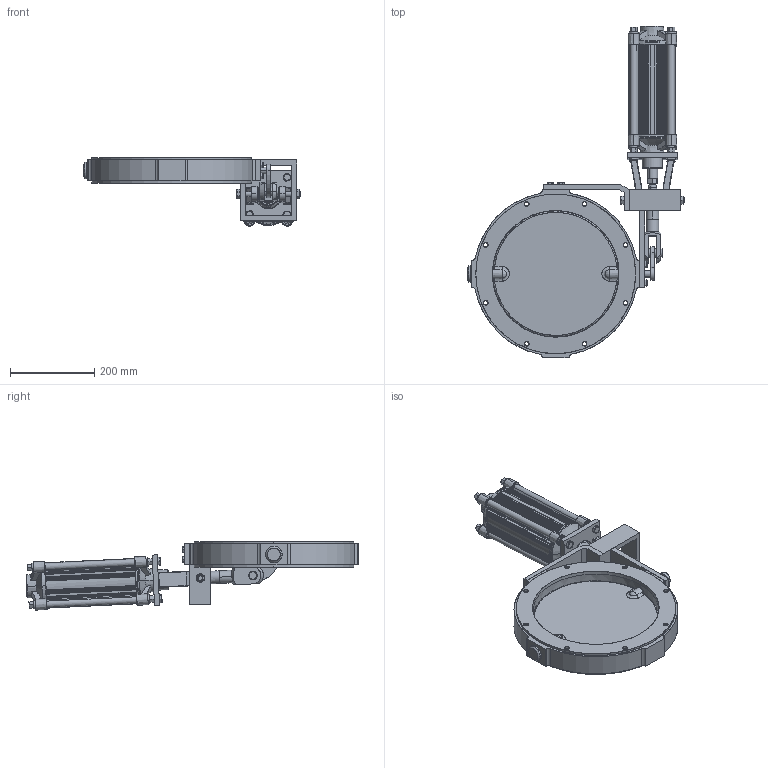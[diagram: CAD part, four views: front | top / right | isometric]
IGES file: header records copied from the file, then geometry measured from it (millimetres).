
Start section: SolidWorks IGES file using analytic representation for surfaces
Global section: file name: G-300-PC.IGS; native system: SolidWorks 2011; preprocessor: SolidWorks 2011; author: bjo; date: 170321.193841; units: millimetre
Bounding box: 517.45 x 789.77 x 162.37 mm (x, y, z)
Surface area: 1261798.1 mm2 (no closed solid volume)
Topology: 0 solids, 0 shells, 1434 faces, 22726 edges, 22718 vertices
Faces by surface type: revolution 805, bspline 629
